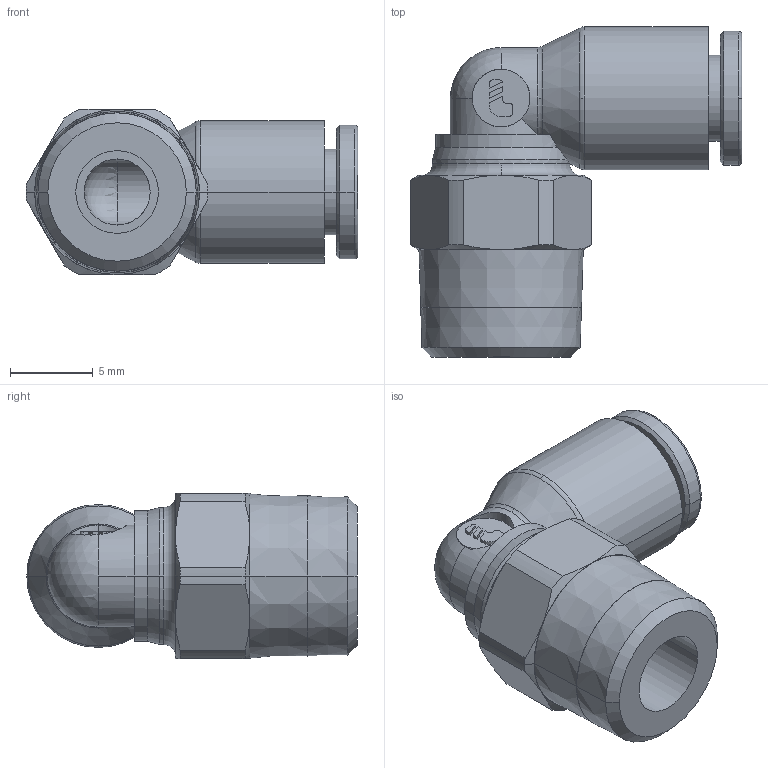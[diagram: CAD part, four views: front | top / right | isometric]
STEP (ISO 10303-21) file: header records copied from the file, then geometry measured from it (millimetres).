
FILE_DESCRIPTION(('STEP AP214'),'1');
FILE_NAME('3109_04_10.stp','2016-07-07T14:15:34',('TraceParts'),('TraceParts S.A.'),'Spatial InterOp 3D',' ',' ');
FILE_SCHEMA(('automotive_design'));
Length unit declared in the file: millimetre
Products named in the file (1): 1
Bounding box: 20.07 x 20 x 10 mm (x, y, z)
Volume: 1330.6 mm3; surface area: 1427.5 mm2
Topology: 1 solids, 1 shells, 110 faces, 273 edges, 172 vertices
Faces by surface type: cylinder 38, plane 33, cone 28, torus 9, sphere 2
Entity records: 3498 total; most frequent: CARTESIAN_POINT 860, DIRECTION 587, ORIENTED_EDGE 540, EDGE_CURVE 270, AXIS2_PLACEMENT_3D 245, VERTEX_POINT 172, CIRCLE 130, EDGE_LOOP 122
